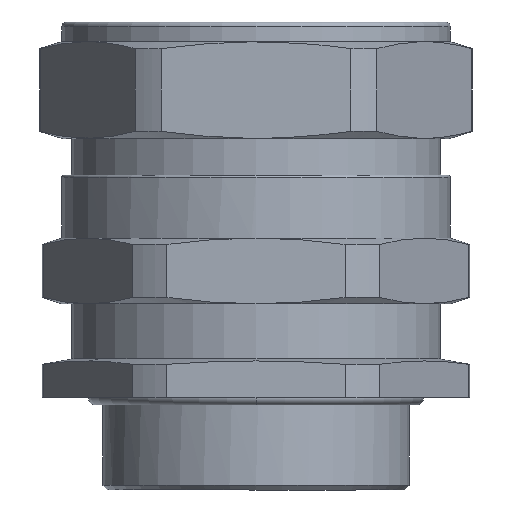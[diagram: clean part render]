
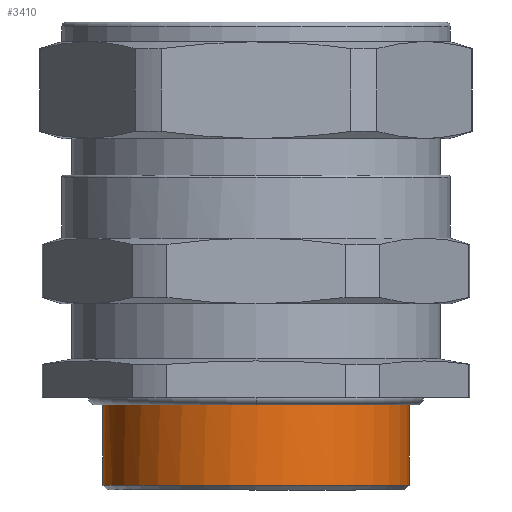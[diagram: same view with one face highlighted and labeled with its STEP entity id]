
A CAD part, left-side view. The second image highlights one B-rep face of the part: STEP entity #3410.
In plain terms, the highlighted cylindrical face has radius 31.5 mm (diameter 63 mm), a partial arc.
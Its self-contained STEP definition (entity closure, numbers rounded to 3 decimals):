
#3156=AXIS2_PLACEMENT_3D('Circle Axis2P3D',#3154,#3155,$) ;
#3228=AXIS2_PLACEMENT_3D('Circle Axis2P3D',#3226,#3227,$) ;
#3369=AXIS2_PLACEMENT_3D('Cylinder Axis2P3D',#3366,#3367,#3368) ;
#3400=AXIS2_PLACEMENT_3D('Circle Axis2P3D',#3398,#3399,$) ;
#3149=CARTESIAN_POINT('Vertex',(23.611,71.401,19.)) ;
#3154=CARTESIAN_POINT('Axis2P3D Location',(40.,44.5,19.)) ;
#3158=CARTESIAN_POINT('Vertex',(40.,13.,19.)) ;
#3223=CARTESIAN_POINT('Vertex',(40.,76.,19.)) ;
#3226=CARTESIAN_POINT('Axis2P3D Location',(40.,44.5,19.)) ;
#3366=CARTESIAN_POINT('Axis2P3D Location',(40.,44.5,9.5)) ;
#3371=CARTESIAN_POINT('Line Origine',(40.,76.,9.5)) ;
#3375=CARTESIAN_POINT('Vertex',(40.,76.,1.)) ;
#3378=CARTESIAN_POINT('Line Origine',(40.,13.,9.5)) ;
#3382=CARTESIAN_POINT('Vertex',(40.,13.,1.)) ;
#3398=CARTESIAN_POINT('Axis2P3D Location',(40.,44.5,1.)) ;
#3155=DIRECTION('Axis2P3D Direction',(0.,0.,-1.)) ;
#3227=DIRECTION('Axis2P3D Direction',(0.,0.,-1.)) ;
#3367=DIRECTION('Axis2P3D Direction',(0.,0.,-1.)) ;
#3368=DIRECTION('Axis2P3D XDirection',(0.,1.,0.)) ;
#3372=DIRECTION('Vector Direction',(0.,0.,-1.)) ;
#3379=DIRECTION('Vector Direction',(0.,0.,-1.)) ;
#3399=DIRECTION('Axis2P3D Direction',(0.,0.,-1.)) ;
#3373=VECTOR('Line Direction',#3372,1.) ;
#3380=VECTOR('Line Direction',#3379,1.) ;
#3404=ORIENTED_EDGE('',*,*,#3384,.T.) ;
#3405=ORIENTED_EDGE('',*,*,#3160,.T.) ;
#3406=ORIENTED_EDGE('',*,*,#3230,.T.) ;
#3407=ORIENTED_EDGE('',*,*,#3377,.F.) ;
#3408=ORIENTED_EDGE('',*,*,#3402,.F.) ;
#3410=ADVANCED_FACE('PartBody',(#3409),#3370,.T.) ;
#3157=CIRCLE('generated circle',#3156,31.5) ;
#3229=CIRCLE('generated circle',#3228,31.5) ;
#3401=CIRCLE('generated circle',#3400,31.5) ;
#3370=CYLINDRICAL_SURFACE('generated cylinder',#3369,31.5) ;
#3160=EDGE_CURVE('',#3159,#3150,#3157,.T.) ;
#3230=EDGE_CURVE('',#3150,#3224,#3229,.T.) ;
#3377=EDGE_CURVE('',#3376,#3224,#3374,.F.) ;
#3384=EDGE_CURVE('',#3383,#3159,#3381,.F.) ;
#3402=EDGE_CURVE('',#3383,#3376,#3401,.T.) ;
#3403=EDGE_LOOP('',(#3404,#3405,#3406,#3407,#3408)) ;
#3409=FACE_OUTER_BOUND('',#3403,.T.) ;
#3374=LINE('Line',#3371,#3373) ;
#3381=LINE('Line',#3378,#3380) ;
#3150=VERTEX_POINT('',#3149) ;
#3159=VERTEX_POINT('',#3158) ;
#3224=VERTEX_POINT('',#3223) ;
#3376=VERTEX_POINT('',#3375) ;
#3383=VERTEX_POINT('',#3382) ;
